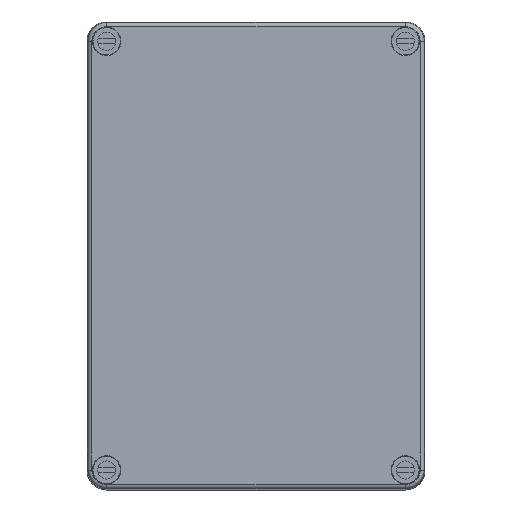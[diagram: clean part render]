
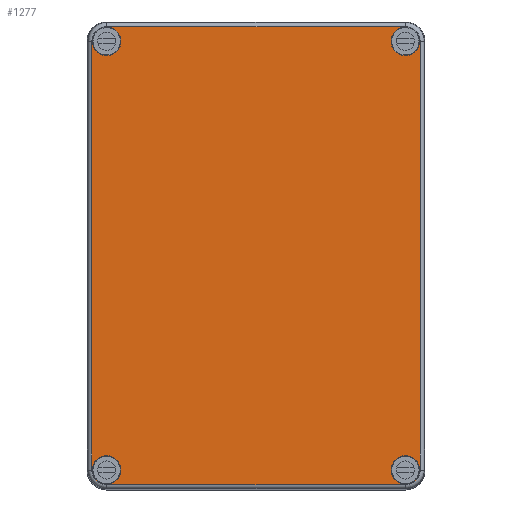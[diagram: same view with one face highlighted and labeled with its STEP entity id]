
A CAD part, top view. The second image highlights one B-rep face of the part: STEP entity #1277.
In plain terms, the highlighted planar face has unit normal (0, 0, 1).
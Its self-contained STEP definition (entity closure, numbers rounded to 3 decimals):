
#1277 = ADVANCED_FACE( '', ( #3130, #3131, #3132, #3133, #3134 ), #3135, .F. );
#3130 = FACE_BOUND( '', #5733, .T. );
#3131 = FACE_BOUND( '', #5734, .T. );
#3132 = FACE_BOUND( '', #5735, .T. );
#3133 = FACE_BOUND( '', #5736, .T. );
#3134 = FACE_OUTER_BOUND( '', #5737, .T. );
#3135 = PLANE( '', #5738 );
#5733 = EDGE_LOOP( '', ( #9318 ) );
#5734 = EDGE_LOOP( '', ( #9319 ) );
#5735 = EDGE_LOOP( '', ( #9320 ) );
#5736 = EDGE_LOOP( '', ( #9321 ) );
#5737 = EDGE_LOOP( '', ( #9322, #9323, #9324, #9325, #9326, #9327, #9328, #9329 ) );
#5738 = AXIS2_PLACEMENT_3D( '', #9330, #9331, #9332 );
#9318 = ORIENTED_EDGE( '', *, *, #14687, .F. );
#9319 = ORIENTED_EDGE( '', *, *, #14688, .F. );
#9320 = ORIENTED_EDGE( '', *, *, #13835, .F. );
#9321 = ORIENTED_EDGE( '', *, *, #14689, .F. );
#9322 = ORIENTED_EDGE( '', *, *, #14690, .T. );
#9323 = ORIENTED_EDGE( '', *, *, #14691, .F. );
#9324 = ORIENTED_EDGE( '', *, *, #13871, .T. );
#9325 = ORIENTED_EDGE( '', *, *, #13926, .T. );
#9326 = ORIENTED_EDGE( '', *, *, #14580, .F. );
#9327 = ORIENTED_EDGE( '', *, *, #14692, .T. );
#9328 = ORIENTED_EDGE( '', *, *, #14693, .F. );
#9329 = ORIENTED_EDGE( '', *, *, #14694, .F. );
#9330 = CARTESIAN_POINT( '', ( -63.173, 82.5, 39. ) );
#9331 = DIRECTION( '', ( 0., 0., -1. ) );
#9332 = DIRECTION( '', ( -1., 0., 0. ) );
#13835 = EDGE_CURVE( '', #16242, #16242, #16243, .T. );
#13871 = EDGE_CURVE( '', #16306, #16307, #16308, .T. );
#13926 = EDGE_CURVE( '', #16307, #16398, #16400, .T. );
#14580 = EDGE_CURVE( '', #17487, #16398, #17489, .T. );
#14687 = EDGE_CURVE( '', #17665, #17665, #17666, .T. );
#14688 = EDGE_CURVE( '', #17667, #17667, #17668, .T. );
#14689 = EDGE_CURVE( '', #17669, #17669, #17670, .T. );
#14690 = EDGE_CURVE( '', #17671, #17672, #17673, .T. );
#14691 = EDGE_CURVE( '', #16306, #17672, #17674, .T. );
#14692 = EDGE_CURVE( '', #17487, #17675, #17676, .T. );
#14693 = EDGE_CURVE( '', #17677, #17675, #17678, .T. );
#14694 = EDGE_CURVE( '', #17671, #17677, #17679, .T. );
#16242 = VERTEX_POINT( '', #19716 );
#16243 = CIRCLE( '', #19717, 5.5 );
#16306 = VERTEX_POINT( '', #19829 );
#16307 = VERTEX_POINT( '', #19830 );
#16308 = CIRCLE( '', #19831, 5.673 );
#16398 = VERTEX_POINT( '', #19938 );
#16400 = LINE( '', #19940, #19941 );
#17487 = VERTEX_POINT( '', #21442 );
#17489 = CIRCLE( '', #21444, 5.673 );
#17665 = VERTEX_POINT( '', #21651 );
#17666 = CIRCLE( '', #21652, 5.5 );
#17667 = VERTEX_POINT( '', #21653 );
#17668 = CIRCLE( '', #21654, 5.5 );
#17669 = VERTEX_POINT( '', #21655 );
#17670 = CIRCLE( '', #21656, 5.5 );
#17671 = VERTEX_POINT( '', #21657 );
#17672 = VERTEX_POINT( '', #21658 );
#17673 = CIRCLE( '', #21659, 5.673 );
#17674 = LINE( '', #21660, #21661 );
#17675 = VERTEX_POINT( '', #21662 );
#17676 = LINE( '', #21663, #21664 );
#17677 = VERTEX_POINT( '', #21665 );
#17678 = CIRCLE( '', #21666, 5.673 );
#17679 = LINE( '', #21667, #21668 );
#19716 = CARTESIAN_POINT( '', ( 63., -82.5, 39. ) );
#19717 = AXIS2_PLACEMENT_3D( '', #24131, #24132, #24133 );
#19829 = CARTESIAN_POINT( '', ( 63.173, 82.5, 39. ) );
#19830 = CARTESIAN_POINT( '', ( 57.5, 88.173, 39. ) );
#19831 = AXIS2_PLACEMENT_3D( '', #24186, #24187, #24188 );
#19938 = CARTESIAN_POINT( '', ( -57.5, 88.173, 39. ) );
#19940 = CARTESIAN_POINT( '', ( 57.5, 88.173, 39. ) );
#19941 = VECTOR( '', #24278, 1000. );
#21442 = CARTESIAN_POINT( '', ( -63.173, 82.5, 39. ) );
#21444 = AXIS2_PLACEMENT_3D( '', #25203, #25204, #25205 );
#21651 = CARTESIAN_POINT( '', ( -52., 82.5, 39. ) );
#21652 = AXIS2_PLACEMENT_3D( '', #25384, #25385, #25386 );
#21653 = CARTESIAN_POINT( '', ( -52., -82.5, 39. ) );
#21654 = AXIS2_PLACEMENT_3D( '', #25387, #25388, #25389 );
#21655 = CARTESIAN_POINT( '', ( 63., 82.5, 39. ) );
#21656 = AXIS2_PLACEMENT_3D( '', #25390, #25391, #25392 );
#21657 = CARTESIAN_POINT( '', ( 57.5, -88.173, 39. ) );
#21658 = CARTESIAN_POINT( '', ( 63.173, -82.5, 39. ) );
#21659 = AXIS2_PLACEMENT_3D( '', #25393, #25394, #25395 );
#21660 = CARTESIAN_POINT( '', ( 63.173, 82.5, 39. ) );
#21661 = VECTOR( '', #25396, 1000. );
#21662 = CARTESIAN_POINT( '', ( -63.173, -82.5, 39. ) );
#21663 = CARTESIAN_POINT( '', ( -63.173, 82.5, 39. ) );
#21664 = VECTOR( '', #25397, 1000. );
#21665 = CARTESIAN_POINT( '', ( -57.5, -88.173, 39. ) );
#21666 = AXIS2_PLACEMENT_3D( '', #25398, #25399, #25400 );
#21667 = CARTESIAN_POINT( '', ( 57.5, -88.173, 39. ) );
#21668 = VECTOR( '', #25401, 1000. );
#24131 = CARTESIAN_POINT( '', ( 57.5, -82.5, 39. ) );
#24132 = DIRECTION( '', ( 0., 0., 1. ) );
#24133 = DIRECTION( '', ( 1., 0., 0. ) );
#24186 = CARTESIAN_POINT( '', ( 57.5, 82.5, 39. ) );
#24187 = DIRECTION( '', ( 0., 0., 1. ) );
#24188 = DIRECTION( '', ( 1., 0., 0. ) );
#24278 = DIRECTION( '', ( -1., 0., 0. ) );
#25203 = CARTESIAN_POINT( '', ( -57.5, 82.5, 39. ) );
#25204 = DIRECTION( '', ( 0., 0., -1. ) );
#25205 = DIRECTION( '', ( -1., 0., 0. ) );
#25384 = CARTESIAN_POINT( '', ( -57.5, 82.5, 39. ) );
#25385 = DIRECTION( '', ( 0., 0., 1. ) );
#25386 = DIRECTION( '', ( 1., 0., 0. ) );
#25387 = CARTESIAN_POINT( '', ( -57.5, -82.5, 39. ) );
#25388 = DIRECTION( '', ( 0., 0., 1. ) );
#25389 = DIRECTION( '', ( 1., 0., 0. ) );
#25390 = CARTESIAN_POINT( '', ( 57.5, 82.5, 39. ) );
#25391 = DIRECTION( '', ( 0., 0., 1. ) );
#25392 = DIRECTION( '', ( 1., 0., 0. ) );
#25393 = CARTESIAN_POINT( '', ( 57.5, -82.5, 39. ) );
#25394 = DIRECTION( '', ( 0., 0., 1. ) );
#25395 = DIRECTION( '', ( 1., 0., 0. ) );
#25396 = DIRECTION( '', ( 0., -1., 0. ) );
#25397 = DIRECTION( '', ( 0., -1., 0. ) );
#25398 = CARTESIAN_POINT( '', ( -57.5, -82.5, 39. ) );
#25399 = DIRECTION( '', ( 0., 0., -1. ) );
#25400 = DIRECTION( '', ( -1., 0., 0. ) );
#25401 = DIRECTION( '', ( -1., 0., 0. ) );
